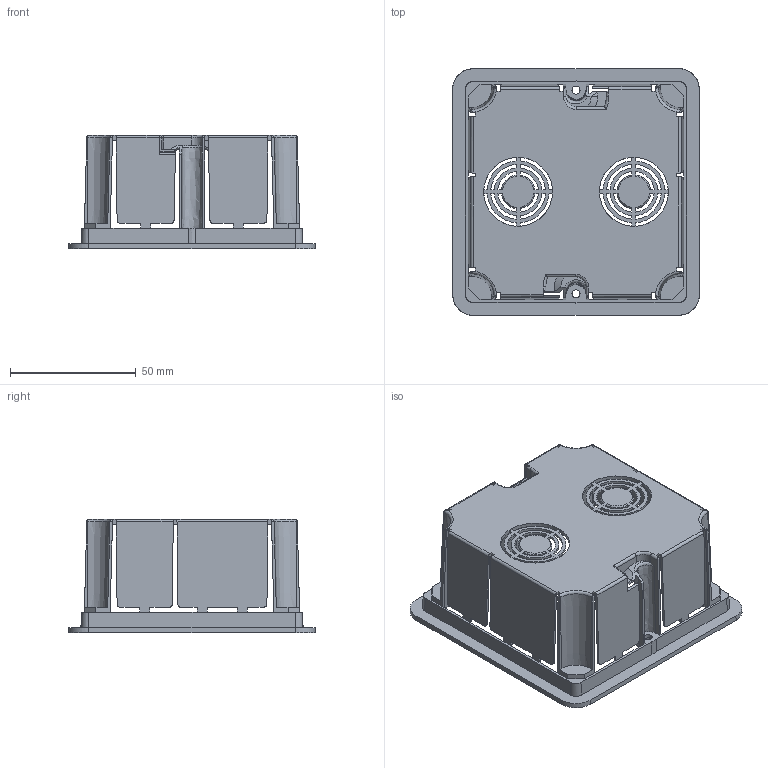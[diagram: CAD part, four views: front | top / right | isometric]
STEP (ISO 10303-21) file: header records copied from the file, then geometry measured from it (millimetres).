
FILE_DESCRIPTION(('STEP AP203'),'1');
FILE_NAME('UKG11-092-092-040-M.step','2021-11-26T11:39:38',(' '),(' '),'Spatial InterOp 3D',' ',' ');
FILE_SCHEMA(('CONFIG_CONTROL_DESIGN'));
Length unit declared in the file: millimetre
Products named in the file (1): 1
Bounding box: 98 x 98 x 45 mm (x, y, z)
Volume: 25633.5 mm3; surface area: 46695.3 mm2
Topology: 1 solids, 1 shells, 555 faces, 1680 edges, 1100 vertices
Faces by surface type: plane 309, cylinder 134, bspline 76, torus 20, cone 16
Entity records: 22604 total; most frequent: CARTESIAN_POINT 8492, ORIENTED_EDGE 3360, DIRECTION 2376, EDGE_CURVE 1680, VERTEX_POINT 1100, LINE 1032, VECTOR 1032, AXIS2_PLACEMENT_3D 672
